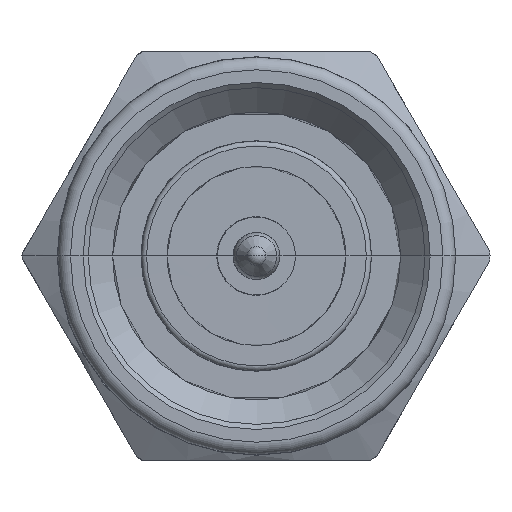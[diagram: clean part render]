
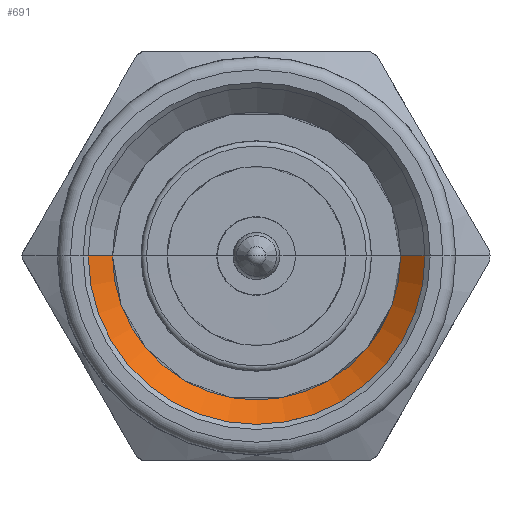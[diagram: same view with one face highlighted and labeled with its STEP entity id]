
A CAD part, left-side view. The second image highlights one B-rep face of the part: STEP entity #691.
In plain terms, the highlighted conical face has half-angle 44.905 degrees and reference radius 33.001 mm.
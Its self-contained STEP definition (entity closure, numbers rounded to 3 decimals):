
#43 = CARTESIAN_POINT ( 'NONE',  ( -124.569, 153.469, 0. ) ) ;
#213 = DIRECTION ( 'NONE',  ( 0.002, -1., 0. ) ) ;
#572 = AXIS2_PLACEMENT_3D ( 'NONE', #4217, #1766, #2745 ) ;
#580 = ORIENTED_EDGE ( 'NONE', *, *, #3371, .F. ) ;
#611 = CIRCLE ( 'NONE', #5491, 28.209 ) ;
#691 = ADVANCED_FACE ( 'NONE', ( #3726 ), #2023, .F. ) ;
#757 = DIRECTION ( 'NONE',  ( 1., 0.002, 0. ) ) ;
#768 = CARTESIAN_POINT ( 'NONE',  ( -129.478, 214.67, 0. ) ) ;
#1107 = VERTEX_POINT ( 'NONE', #1945 ) ;
#1153 = AXIS2_PLACEMENT_3D ( 'NONE', #3648, #3188, #213 ) ;
#1178 = VERTEX_POINT ( 'NONE', #5456 ) ;
#1262 = DIRECTION ( 'NONE',  ( -0.002, 1., 0. ) ) ;
#1431 = VERTEX_POINT ( 'NONE', #3876 ) ;
#1552 = VECTOR ( 'NONE', #4208, 1000. ) ;
#1766 = DIRECTION ( 'NONE',  ( 1., 0.002, 0. ) ) ;
#1867 = VERTEX_POINT ( 'NONE', #43 ) ;
#1885 = EDGE_CURVE ( 'NONE', #1867, #1107, #611, .T. ) ;
#1945 = CARTESIAN_POINT ( 'NONE',  ( -124.663, 209.886, 0. ) ) ;
#2023 = CONICAL_SURFACE ( 'NONE', #1153, 33.001, 0.784 ) ;
#2488 = EDGE_CURVE ( 'NONE', #1107, #1178, #6262, .T. ) ;
#2745 = DIRECTION ( 'NONE',  ( -0.002, 1., 0. ) ) ;
#2908 = ORIENTED_EDGE ( 'NONE', *, *, #1885, .T. ) ;
#2971 = EDGE_CURVE ( 'NONE', #1867, #1431, #5800, .T. ) ;
#3108 = ORIENTED_EDGE ( 'NONE', *, *, #2971, .F. ) ;
#3188 = DIRECTION ( 'NONE',  ( -1., -0.002, 0. ) ) ;
#3202 = CARTESIAN_POINT ( 'NONE',  ( -124.616, 181.677, 0. ) ) ;
#3255 = ORIENTED_EDGE ( 'NONE', *, *, #2488, .T. ) ;
#3319 = CARTESIAN_POINT ( 'NONE',  ( -129.369, 148.669, 0. ) ) ;
#3371 = EDGE_CURVE ( 'NONE', #1431, #1178, #4890, .T. ) ;
#3648 = CARTESIAN_POINT ( 'NONE',  ( -129.424, 181.669, 0. ) ) ;
#3726 = FACE_OUTER_BOUND ( 'NONE', #5373, .T. ) ;
#3876 = CARTESIAN_POINT ( 'NONE',  ( -129.369, 148.669, 0. ) ) ;
#4208 = DIRECTION ( 'NONE',  ( -0.709, 0.705, 0. ) ) ;
#4217 = CARTESIAN_POINT ( 'NONE',  ( -129.424, 181.669, 0. ) ) ;
#4806 = VECTOR ( 'NONE', #4863, 1000. ) ;
#4863 = DIRECTION ( 'NONE',  ( -0.707, -0.707, 0. ) ) ;
#4890 = CIRCLE ( 'NONE', #572, 33.001 ) ;
#5373 = EDGE_LOOP ( 'NONE', ( #2908, #3255, #580, #3108 ) ) ;
#5456 = CARTESIAN_POINT ( 'NONE',  ( -129.478, 214.67, 0. ) ) ;
#5491 = AXIS2_PLACEMENT_3D ( 'NONE', #3202, #757, #1262 ) ;
#5800 = LINE ( 'NONE', #3319, #4806 ) ;
#6262 = LINE ( 'NONE', #768, #1552 ) ;
